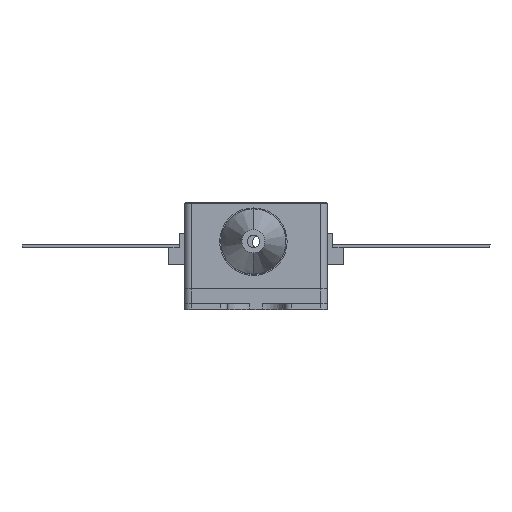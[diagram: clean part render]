
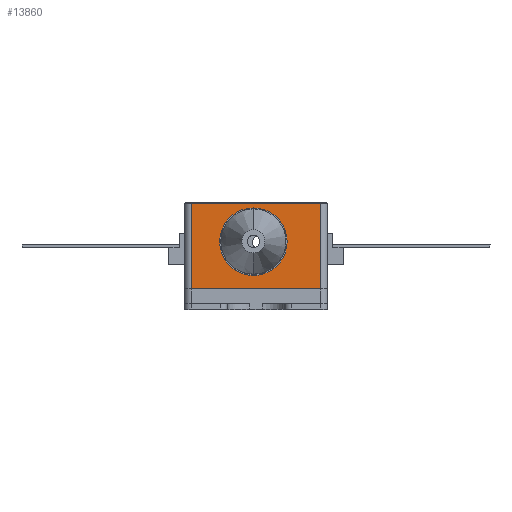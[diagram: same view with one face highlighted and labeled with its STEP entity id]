
A CAD part, top view. The second image highlights one B-rep face of the part: STEP entity #13860.
In plain terms, the highlighted planar face has unit normal (0, 0, 1).
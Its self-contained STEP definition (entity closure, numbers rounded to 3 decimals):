
#93 = CARTESIAN_POINT ( 'NONE',  ( -22.644, -1.438, 10.4 ) ) ;
#166 = CARTESIAN_POINT ( 'NONE',  ( -11.144, -9.038, 10.4 ) ) ;
#633 = VECTOR ( 'NONE', #10590, 1000. ) ;
#1395 = VERTEX_POINT ( 'NONE', #14188 ) ;
#2505 = LINE ( 'NONE', #16313, #16792 ) ;
#2585 = EDGE_CURVE ( 'NONE', #19201, #6122, #15695, .T. ) ;
#3611 = CIRCLE ( 'NONE', #10632, 1.588 ) ;
#3702 = EDGE_CURVE ( 'NONE', #4502, #1395, #3611, .T. ) ;
#3806 = ORIENTED_EDGE ( 'NONE', *, *, #15625, .F. ) ;
#4502 = VERTEX_POINT ( 'NONE', #22086 ) ;
#5021 = CARTESIAN_POINT ( 'NONE',  ( -11.144, -1.438, 10.4 ) ) ;
#5599 = DIRECTION ( 'NONE',  ( 0., 1., 0. ) ) ;
#6122 = VERTEX_POINT ( 'NONE', #93 ) ;
#6221 = CARTESIAN_POINT ( 'NONE',  ( -23.244, -9.038, 10.4 ) ) ;
#6288 = EDGE_LOOP ( 'NONE', ( #3806, #7952 ) ) ;
#6587 = EDGE_CURVE ( 'NONE', #11046, #19201, #2505, .T. ) ;
#6898 = VERTEX_POINT ( 'NONE', #9809 ) ;
#7091 = CARTESIAN_POINT ( 'NONE',  ( -22.644, -9.038, 10.4 ) ) ;
#7780 = CIRCLE ( 'NONE', #15788, 1.588 ) ;
#7878 = ORIENTED_EDGE ( 'NONE', *, *, #2585, .T. ) ;
#7903 = CARTESIAN_POINT ( 'NONE',  ( -23.244, -9.038, 10.4 ) ) ;
#7952 = ORIENTED_EDGE ( 'NONE', *, *, #3702, .F. ) ;
#8595 = CARTESIAN_POINT ( 'NONE',  ( -23.244, -1.438, 10.4 ) ) ;
#9750 = FACE_OUTER_BOUND ( 'NONE', #20469, .T. ) ;
#9803 = EDGE_CURVE ( 'NONE', #6122, #6898, #16906, .T. ) ;
#9809 = CARTESIAN_POINT ( 'NONE',  ( -22.644, -9.038, 10.4 ) ) ;
#9998 = EDGE_CURVE ( 'NONE', #6898, #11046, #19440, .T. ) ;
#10590 = DIRECTION ( 'NONE',  ( 0., -1., 0. ) ) ;
#10632 = AXIS2_PLACEMENT_3D ( 'NONE', #15078, #11550, #13056 ) ;
#10836 = ORIENTED_EDGE ( 'NONE', *, *, #9803, .T. ) ;
#11046 = VERTEX_POINT ( 'NONE', #166 ) ;
#11550 = DIRECTION ( 'NONE',  ( 0., 0., 1. ) ) ;
#12660 = DIRECTION ( 'NONE',  ( 1., 0., 0. ) ) ;
#13056 = DIRECTION ( 'NONE',  ( 1., 0., 0. ) ) ;
#13860 = ADVANCED_FACE ( 'NONE', ( #14232, #9750 ), #18613, .T. ) ;
#14188 = CARTESIAN_POINT ( 'NONE',  ( -15.541, -4.838, 10.4 ) ) ;
#14224 = DIRECTION ( 'NONE',  ( -1., 0., 0. ) ) ;
#14232 = FACE_BOUND ( 'NONE', #6288, .T. ) ;
#14624 = DIRECTION ( 'NONE',  ( 0., 0., 1. ) ) ;
#15055 = ORIENTED_EDGE ( 'NONE', *, *, #6587, .T. ) ;
#15078 = CARTESIAN_POINT ( 'NONE',  ( -17.128, -4.838, 10.4 ) ) ;
#15471 = DIRECTION ( 'NONE',  ( 0., 0., 1. ) ) ;
#15625 = EDGE_CURVE ( 'NONE', #1395, #4502, #7780, .T. ) ;
#15695 = LINE ( 'NONE', #8595, #16283 ) ;
#15788 = AXIS2_PLACEMENT_3D ( 'NONE', #21575, #14624, #12660 ) ;
#16283 = VECTOR ( 'NONE', #14224, 1000. ) ;
#16313 = CARTESIAN_POINT ( 'NONE',  ( -11.144, -1.438, 10.4 ) ) ;
#16792 = VECTOR ( 'NONE', #5599, 1000. ) ;
#16906 = LINE ( 'NONE', #7091, #633 ) ;
#16939 = AXIS2_PLACEMENT_3D ( 'NONE', #7903, #15471, #22852 ) ;
#18613 = PLANE ( 'NONE',  #16939 ) ;
#19201 = VERTEX_POINT ( 'NONE', #5021 ) ;
#19410 = VECTOR ( 'NONE', #22067, 1000. ) ;
#19440 = LINE ( 'NONE', #6221, #19410 ) ;
#20147 = ORIENTED_EDGE ( 'NONE', *, *, #9998, .T. ) ;
#20469 = EDGE_LOOP ( 'NONE', ( #7878, #10836, #20147, #15055 ) ) ;
#21575 = CARTESIAN_POINT ( 'NONE',  ( -17.128, -4.838, 10.4 ) ) ;
#22067 = DIRECTION ( 'NONE',  ( 1., 0., 0. ) ) ;
#22086 = CARTESIAN_POINT ( 'NONE',  ( -18.716, -4.838, 10.4 ) ) ;
#22852 = DIRECTION ( 'NONE',  ( 1., 0., 0. ) ) ;
